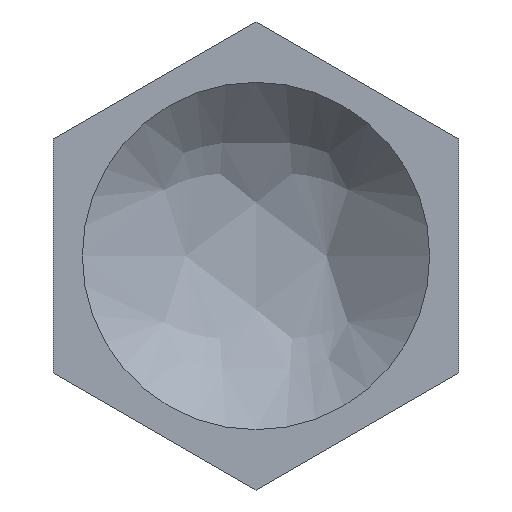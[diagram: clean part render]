
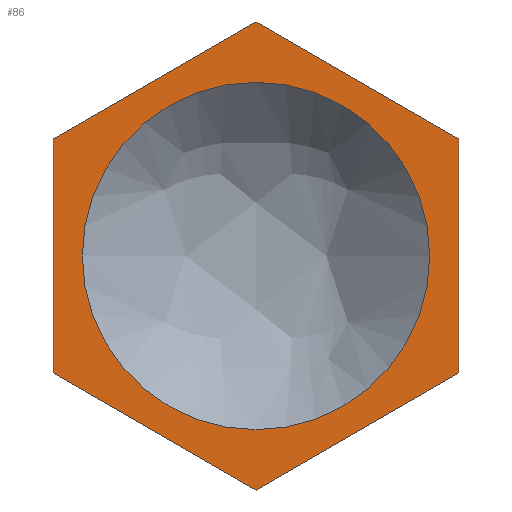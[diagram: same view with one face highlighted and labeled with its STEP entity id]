
A CAD part, front view. The second image highlights one B-rep face of the part: STEP entity #86.
In plain terms, the highlighted planar face has unit normal (0, -1, 0).
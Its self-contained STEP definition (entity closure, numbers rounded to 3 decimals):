
#10 = DIRECTION ( 'NONE',  ( -0.866, 0., -0.5 ) ) ;
#13 = VERTEX_POINT ( 'NONE', #223 ) ;
#16 = ORIENTED_EDGE ( 'NONE', *, *, #321, .T. ) ;
#20 = DIRECTION ( 'NONE',  ( 0.866, 0., -0.5 ) ) ;
#22 = ORIENTED_EDGE ( 'NONE', *, *, #522, .T. ) ;
#28 = EDGE_CURVE ( 'NONE', #49, #296, #184, .T. ) ;
#36 = EDGE_CURVE ( 'NONE', #296, #423, #333, .T. ) ;
#42 = ORIENTED_EDGE ( 'NONE', *, *, #499, .F. ) ;
#49 = VERTEX_POINT ( 'NONE', #600 ) ;
#73 = CARTESIAN_POINT ( 'NONE',  ( 7., 14.5, -4.041 ) ) ;
#86 = ADVANCED_FACE ( 'NONE', ( #347, #435 ), #388, .F. ) ;
#87 = CIRCLE ( 'NONE', #276, 6. ) ;
#93 = CIRCLE ( 'NONE', #494, 6. ) ;
#127 = CARTESIAN_POINT ( 'NONE',  ( 7., 14.5, 4.041 ) ) ;
#140 = ORIENTED_EDGE ( 'NONE', *, *, #210, .T. ) ;
#143 = CARTESIAN_POINT ( 'NONE',  ( -7., 14.5, 4.041 ) ) ;
#184 = LINE ( 'NONE', #372, #482 ) ;
#190 = VECTOR ( 'NONE', #20, 1000. ) ;
#192 = EDGE_LOOP ( 'NONE', ( #473, #193, #324, #16, #140, #22 ) ) ;
#193 = ORIENTED_EDGE ( 'NONE', *, *, #28, .T. ) ;
#195 = CARTESIAN_POINT ( 'NONE',  ( -7., 14.5, 4.041 ) ) ;
#198 = CARTESIAN_POINT ( 'NONE',  ( 0., 14.5, 0. ) ) ;
#199 = CARTESIAN_POINT ( 'NONE',  ( 0., 14.5, 0. ) ) ;
#210 = EDGE_CURVE ( 'NONE', #614, #437, #518, .T. ) ;
#220 = EDGE_CURVE ( 'NONE', #502, #49, #593, .T. ) ;
#223 = CARTESIAN_POINT ( 'NONE',  ( 0., 14.5, -6. ) ) ;
#235 = VECTOR ( 'NONE', #461, 1000. ) ;
#246 = DIRECTION ( 'NONE',  ( 0., -1., 0. ) ) ;
#256 = CARTESIAN_POINT ( 'NONE',  ( -7., 14.5, -4.041 ) ) ;
#276 = AXIS2_PLACEMENT_3D ( 'NONE', #507, #557, #310 ) ;
#283 = VECTOR ( 'NONE', #487, 1000. ) ;
#295 = LINE ( 'NONE', #127, #283 ) ;
#296 = VERTEX_POINT ( 'NONE', #73 ) ;
#305 = ORIENTED_EDGE ( 'NONE', *, *, #377, .F. ) ;
#310 = DIRECTION ( 'NONE',  ( 0., 0., 1. ) ) ;
#317 = CARTESIAN_POINT ( 'NONE',  ( -7., 14.5, -4.041 ) ) ;
#321 = EDGE_CURVE ( 'NONE', #423, #614, #295, .T. ) ;
#324 = ORIENTED_EDGE ( 'NONE', *, *, #36, .T. ) ;
#326 = VERTEX_POINT ( 'NONE', #582 ) ;
#328 = VECTOR ( 'NONE', #615, 1000. ) ;
#333 = LINE ( 'NONE', #431, #235 ) ;
#347 = FACE_BOUND ( 'NONE', #627, .T. ) ;
#369 = CARTESIAN_POINT ( 'NONE',  ( 0., 14.5, 8.083 ) ) ;
#372 = CARTESIAN_POINT ( 'NONE',  ( 0., 14.5, -8.083 ) ) ;
#377 = EDGE_CURVE ( 'NONE', #13, #326, #93, .T. ) ;
#383 = VECTOR ( 'NONE', #10, 1000. ) ;
#388 = PLANE ( 'NONE',  #618 ) ;
#390 = LINE ( 'NONE', #195, #328 ) ;
#423 = VERTEX_POINT ( 'NONE', #541 ) ;
#431 = CARTESIAN_POINT ( 'NONE',  ( 7., 14.5, -4.041 ) ) ;
#435 = FACE_OUTER_BOUND ( 'NONE', #192, .T. ) ;
#437 = VERTEX_POINT ( 'NONE', #143 ) ;
#461 = DIRECTION ( 'NONE',  ( 0., 0., 1. ) ) ;
#473 = ORIENTED_EDGE ( 'NONE', *, *, #220, .T. ) ;
#482 = VECTOR ( 'NONE', #484, 1000. ) ;
#484 = DIRECTION ( 'NONE',  ( 0.866, 0., 0.5 ) ) ;
#487 = DIRECTION ( 'NONE',  ( -0.866, 0., 0.5 ) ) ;
#494 = AXIS2_PLACEMENT_3D ( 'NONE', #199, #246, #599 ) ;
#499 = EDGE_CURVE ( 'NONE', #326, #13, #87, .T. ) ;
#501 = DIRECTION ( 'NONE',  ( 0., 0., 1. ) ) ;
#502 = VERTEX_POINT ( 'NONE', #256 ) ;
#507 = CARTESIAN_POINT ( 'NONE',  ( 0., 14.5, 0. ) ) ;
#518 = LINE ( 'NONE', #621, #383 ) ;
#522 = EDGE_CURVE ( 'NONE', #437, #502, #390, .T. ) ;
#541 = CARTESIAN_POINT ( 'NONE',  ( 7., 14.5, 4.041 ) ) ;
#557 = DIRECTION ( 'NONE',  ( 0., -1., 0. ) ) ;
#582 = CARTESIAN_POINT ( 'NONE',  ( 0., 14.5, 6. ) ) ;
#593 = LINE ( 'NONE', #317, #190 ) ;
#599 = DIRECTION ( 'NONE',  ( 0., 0., 1. ) ) ;
#600 = CARTESIAN_POINT ( 'NONE',  ( 0., 14.5, -8.083 ) ) ;
#603 = DIRECTION ( 'NONE',  ( 0., 1., 0. ) ) ;
#614 = VERTEX_POINT ( 'NONE', #369 ) ;
#615 = DIRECTION ( 'NONE',  ( 0., 0., -1. ) ) ;
#618 = AXIS2_PLACEMENT_3D ( 'NONE', #198, #603, #501 ) ;
#621 = CARTESIAN_POINT ( 'NONE',  ( 0., 14.5, 8.083 ) ) ;
#627 = EDGE_LOOP ( 'NONE', ( #42, #305 ) ) ;
